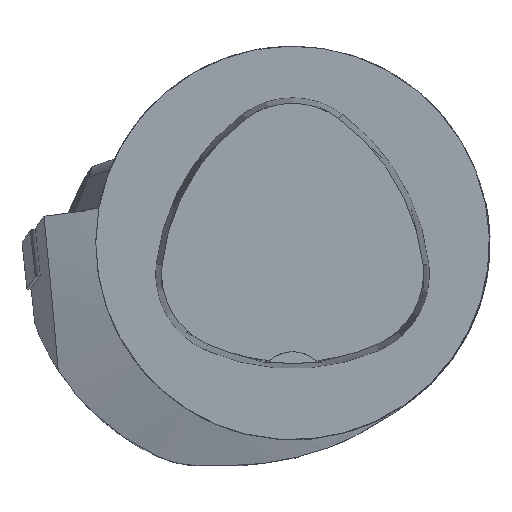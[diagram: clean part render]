
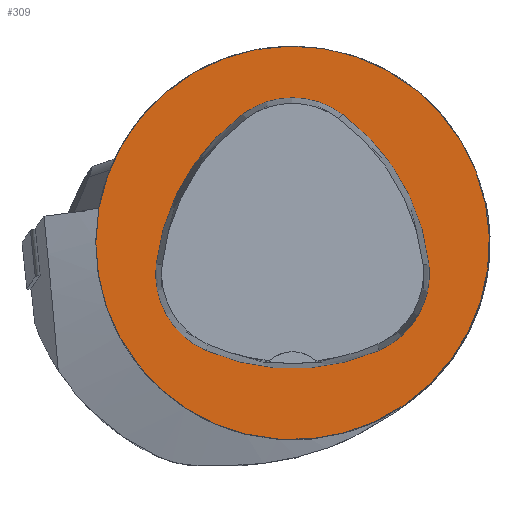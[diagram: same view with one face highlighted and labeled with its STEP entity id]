
A CAD part, top view. The second image highlights one B-rep face of the part: STEP entity #309.
In plain terms, the highlighted planar face has unit normal (0, 0, 1).
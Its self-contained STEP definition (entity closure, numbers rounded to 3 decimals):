
#309=ADVANCED_FACE('',(#745,#746),#394,.T.);
#394=PLANE('',#2058);
#745=FACE_BOUND('',#790,.T.);
#746=FACE_BOUND('',#791,.T.);
#790=EDGE_LOOP('',(#1054,#1055,#1056,#1057,#1058,#1059));
#791=EDGE_LOOP('',(#1060));
#1054=ORIENTED_EDGE('',*,*,#1706,.T.);
#1055=ORIENTED_EDGE('',*,*,#1686,.T.);
#1056=ORIENTED_EDGE('',*,*,#1690,.T.);
#1057=ORIENTED_EDGE('',*,*,#1693,.T.);
#1058=ORIENTED_EDGE('',*,*,#1696,.T.);
#1059=ORIENTED_EDGE('',*,*,#1704,.T.);
#1060=ORIENTED_EDGE('',*,*,#1677,.F.);
#1477=VERTEX_POINT('',#3079);
#1486=VERTEX_POINT('',#3098);
#1487=VERTEX_POINT('',#3099);
#1490=VERTEX_POINT('',#3107);
#1492=VERTEX_POINT('',#3113);
#1494=VERTEX_POINT('',#3119);
#1501=VERTEX_POINT('',#3140);
#1677=EDGE_CURVE('',#1477,#1477,#1858,.T.);
#1686=EDGE_CURVE('',#1486,#1487,#1859,.T.);
#1690=EDGE_CURVE('',#1487,#1490,#1861,.T.);
#1693=EDGE_CURVE('',#1490,#1492,#1863,.T.);
#1696=EDGE_CURVE('',#1492,#1494,#1865,.T.);
#1704=EDGE_CURVE('',#1494,#1501,#1869,.T.);
#1706=EDGE_CURVE('',#1501,#1486,#1871,.T.);
#1858=CIRCLE('',#2030,40.);
#1859=CIRCLE('',#2036,44.);
#1861=CIRCLE('',#2039,17.);
#1863=CIRCLE('',#2042,44.);
#1865=CIRCLE('',#2045,17.);
#1869=CIRCLE('',#2050,44.);
#1871=CIRCLE('',#2053,17.);
#2030=AXIS2_PLACEMENT_3D('',#3078,#2350,#2351);
#2036=AXIS2_PLACEMENT_3D('',#3097,#2366,#2367);
#2039=AXIS2_PLACEMENT_3D('',#3106,#2374,#2375);
#2042=AXIS2_PLACEMENT_3D('',#3112,#2381,#2382);
#2045=AXIS2_PLACEMENT_3D('',#3118,#2388,#2389);
#2050=AXIS2_PLACEMENT_3D('',#3141,#2400,#2401);
#2053=AXIS2_PLACEMENT_3D('',#3144,#2406,#2407);
#2058=AXIS2_PLACEMENT_3D('',#3149,#2416,#2417);
#2350=DIRECTION('',(0.,0.,-1.));
#2351=DIRECTION('',(-1.,0.,0.));
#2366=DIRECTION('',(0.,0.,-1.));
#2367=DIRECTION('',(-1.,0.,0.));
#2374=DIRECTION('',(0.,0.,-1.));
#2375=DIRECTION('',(-1.,0.,0.));
#2381=DIRECTION('',(0.,0.,-1.));
#2382=DIRECTION('',(-1.,0.,0.));
#2388=DIRECTION('',(0.,0.,-1.));
#2389=DIRECTION('',(-1.,0.,0.));
#2400=DIRECTION('',(0.,0.,-1.));
#2401=DIRECTION('',(-1.,0.,0.));
#2406=DIRECTION('',(0.,0.,-1.));
#2407=DIRECTION('',(-1.,0.,0.));
#2416=DIRECTION('',(0.,0.,1.));
#2417=DIRECTION('',(1.,0.,0.));
#3078=CARTESIAN_POINT('',(0.,0.,0.));
#3079=CARTESIAN_POINT('',(-40.,0.,0.));
#3097=CARTESIAN_POINT('',(16.01,-9.224,0.));
#3098=CARTESIAN_POINT('',(-27.722,-4.378,0.));
#3099=CARTESIAN_POINT('',(-10.119,26.178,0.));
#3106=CARTESIAN_POINT('',(-0.023,12.5,0.));
#3107=CARTESIAN_POINT('',(10.049,26.194,0.));
#3112=CARTESIAN_POINT('',(-16.021,-9.25,0.));
#3113=CARTESIAN_POINT('',(27.71,-4.394,0.));
#3118=CARTESIAN_POINT('',(10.814,-6.27,0.));
#3119=CARTESIAN_POINT('',(17.611,-21.852,0.));
#3140=CARTESIAN_POINT('',(-17.652,-21.819,0.));
#3141=CARTESIAN_POINT('',(0.017,18.477,0.));
#3144=CARTESIAN_POINT('',(-10.825,-6.25,0.));
#3149=CARTESIAN_POINT('',(0.,0.,0.));
